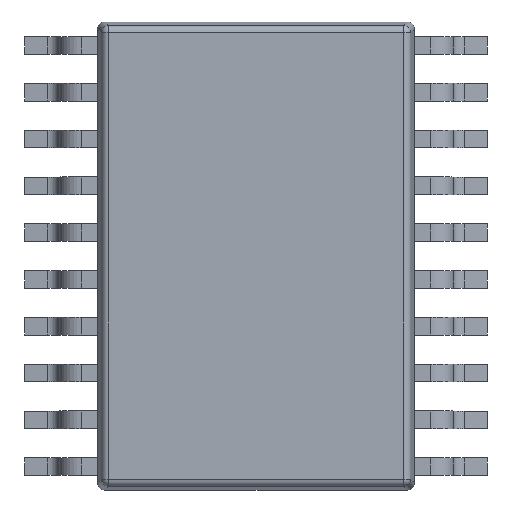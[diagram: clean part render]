
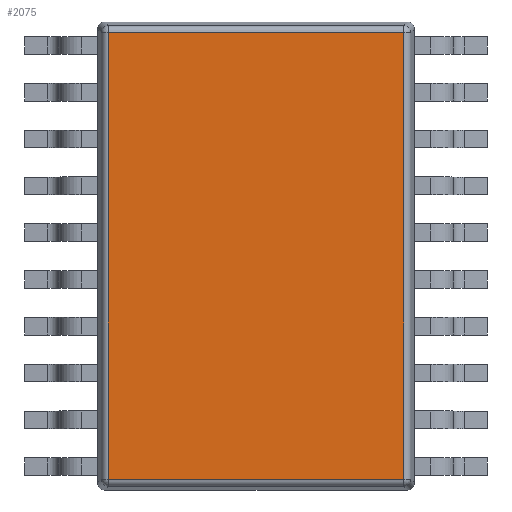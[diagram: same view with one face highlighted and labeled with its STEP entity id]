
A CAD part, top view. The second image highlights one B-rep face of the part: STEP entity #2075.
In plain terms, the highlighted face is planar.
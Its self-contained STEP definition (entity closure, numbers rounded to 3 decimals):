
#533=DIRECTION('',(-1.,0.,0.));
#534=VECTOR('',#533,6.2);
#535=CARTESIAN_POINT('',(3.1,0.375,-2.05));
#536=LINE('',#535,#534);
#547=DIRECTION('',(1.,0.,0.));
#548=VECTOR('',#547,6.2);
#549=CARTESIAN_POINT('',(-3.1,0.375,2.05));
#550=LINE('',#549,#548);
#1461=DIRECTION('',(0.,0.,1.));
#1462=VECTOR('',#1461,4.1);
#1463=CARTESIAN_POINT('',(-3.1,0.375,-2.05));
#1464=LINE('',#1463,#1462);
#1475=DIRECTION('',(0.,0.,-1.));
#1476=VECTOR('',#1475,4.1);
#1477=CARTESIAN_POINT('',(3.1,0.375,2.05));
#1478=LINE('',#1477,#1476);
#1513=CARTESIAN_POINT('',(3.1,0.375,2.05));
#1514=CARTESIAN_POINT('',(3.1,0.375,-2.05));
#1515=VERTEX_POINT('',#1513);
#1516=VERTEX_POINT('',#1514);
#1521=CARTESIAN_POINT('',(-3.1,0.375,-2.05));
#1522=VERTEX_POINT('',#1521);
#1527=CARTESIAN_POINT('',(-3.1,0.375,2.05));
#1528=VERTEX_POINT('',#1527);
#2061=CARTESIAN_POINT('',(0.,0.375,0.));
#2062=DIRECTION('',(0.,1.,0.));
#2063=DIRECTION('',(1.,0.,0.));
#2064=AXIS2_PLACEMENT_3D('',#2061,#2062,#2063);
#2065=PLANE('',#2064);
#2067=ORIENTED_EDGE('',*,*,#2066,.F.);
#2069=ORIENTED_EDGE('',*,*,#2068,.F.);
#2070=ORIENTED_EDGE('',*,*,#2052,.F.);
#2072=ORIENTED_EDGE('',*,*,#2071,.F.);
#2073=EDGE_LOOP('',(#2067,#2069,#2070,#2072));
#2074=FACE_OUTER_BOUND('',#2073,.F.);
#2052=EDGE_CURVE('',#1516,#1522,#536,.T.);
#2066=EDGE_CURVE('',#1528,#1515,#550,.T.);
#2068=EDGE_CURVE('',#1522,#1528,#1464,.T.);
#2071=EDGE_CURVE('',#1515,#1516,#1478,.T.);
#2075=ADVANCED_FACE('',(#2074),#2065,.T.);
